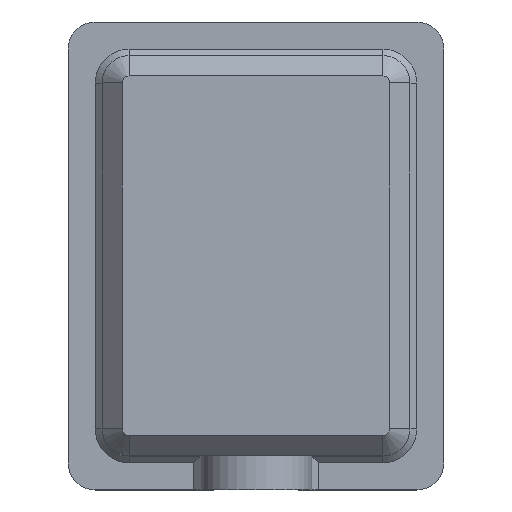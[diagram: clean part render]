
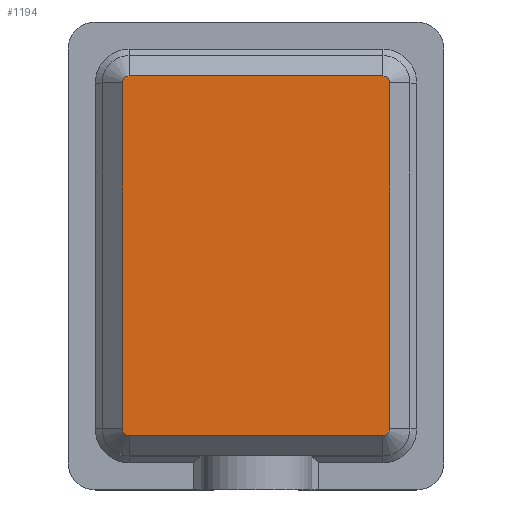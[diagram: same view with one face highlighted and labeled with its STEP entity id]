
A CAD part, top view. The second image highlights one B-rep face of the part: STEP entity #1194.
In plain terms, the highlighted planar face has unit normal (0, 0, 1).
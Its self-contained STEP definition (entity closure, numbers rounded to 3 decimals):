
#84=CIRCLE('',#1308,1.);
#86=CIRCLE('',#1312,1.);
#87=CIRCLE('',#1315,1.);
#88=CIRCLE('',#1318,1.);
#150=FACE_OUTER_BOUND('',#220,.T.);
#220=EDGE_LOOP('',(#1053,#1054,#1055,#1056,#1057,#1058,#1059,#1060));
#333=LINE('',#1974,#459);
#337=LINE('',#1986,#463);
#341=LINE('',#1997,#467);
#345=LINE('',#2006,#471);
#459=VECTOR('',#1615,10.);
#463=VECTOR('',#1627,10.);
#467=VECTOR('',#1639,10.);
#471=VECTOR('',#1649,10.);
#572=VERTEX_POINT('',#1971);
#573=VERTEX_POINT('',#1973);
#575=VERTEX_POINT('',#1979);
#577=VERTEX_POINT('',#1984);
#579=VERTEX_POINT('',#1991);
#580=VERTEX_POINT('',#1995);
#581=VERTEX_POINT('',#2000);
#582=VERTEX_POINT('',#2004);
#725=EDGE_CURVE('',#572,#573,#333,.T.);
#729=EDGE_CURVE('',#575,#572,#84,.T.);
#731=EDGE_CURVE('',#577,#575,#337,.T.);
#735=EDGE_CURVE('',#579,#577,#86,.T.);
#737=EDGE_CURVE('',#580,#579,#341,.T.);
#740=EDGE_CURVE('',#581,#580,#87,.T.);
#742=EDGE_CURVE('',#582,#581,#345,.T.);
#743=EDGE_CURVE('',#573,#582,#88,.T.);
#1053=ORIENTED_EDGE('',*,*,#725,.F.);
#1054=ORIENTED_EDGE('',*,*,#729,.F.);
#1055=ORIENTED_EDGE('',*,*,#731,.F.);
#1056=ORIENTED_EDGE('',*,*,#735,.F.);
#1057=ORIENTED_EDGE('',*,*,#737,.F.);
#1058=ORIENTED_EDGE('',*,*,#740,.F.);
#1059=ORIENTED_EDGE('',*,*,#742,.F.);
#1060=ORIENTED_EDGE('',*,*,#743,.F.);
#1128=PLANE('',#1322);
#1194=ADVANCED_FACE('',(#150),#1128,.T.);
#1308=AXIS2_PLACEMENT_3D('',#1981,#1622,#1623);
#1312=AXIS2_PLACEMENT_3D('',#1993,#1634,#1635);
#1315=AXIS2_PLACEMENT_3D('',#2002,#1644,#1645);
#1318=AXIS2_PLACEMENT_3D('',#2008,#1652,#1653);
#1322=AXIS2_PLACEMENT_3D('',#2015,#1663,#1664);
#1615=DIRECTION('',(0.,-1.,0.));
#1622=DIRECTION('center_axis',(0.,0.,-1.));
#1623=DIRECTION('ref_axis',(0.707,0.707,0.));
#1627=DIRECTION('',(1.,0.,0.));
#1634=DIRECTION('center_axis',(0.,0.,-1.));
#1635=DIRECTION('ref_axis',(-0.707,0.707,0.));
#1639=DIRECTION('',(0.,1.,0.));
#1644=DIRECTION('center_axis',(0.,0.,-1.));
#1645=DIRECTION('ref_axis',(-0.707,-0.707,0.));
#1649=DIRECTION('',(-1.,0.,0.));
#1652=DIRECTION('center_axis',(0.,0.,-1.));
#1653=DIRECTION('ref_axis',(0.707,-0.707,0.));
#1663=DIRECTION('center_axis',(0.,0.,1.));
#1664=DIRECTION('ref_axis',(1.,0.,0.));
#1971=CARTESIAN_POINT('',(19.7,60.,28.));
#1973=CARTESIAN_POINT('',(19.7,9.,28.));
#1974=CARTESIAN_POINT('',(19.7,19.75,28.));
#1979=CARTESIAN_POINT('',(18.7,61.,28.));
#1981=CARTESIAN_POINT('Origin',(18.7,60.,28.));
#1984=CARTESIAN_POINT('',(-18.7,61.,28.));
#1986=CARTESIAN_POINT('',(11.35,61.,28.));
#1991=CARTESIAN_POINT('',(-19.7,60.,28.));
#1993=CARTESIAN_POINT('Origin',(-18.7,60.,28.));
#1995=CARTESIAN_POINT('',(-19.7,9.,28.));
#1997=CARTESIAN_POINT('',(-19.7,49.25,28.));
#2000=CARTESIAN_POINT('',(-18.7,8.,28.));
#2002=CARTESIAN_POINT('Origin',(-18.7,9.,28.));
#2004=CARTESIAN_POINT('',(18.7,8.,28.));
#2006=CARTESIAN_POINT('',(-11.35,8.,28.));
#2008=CARTESIAN_POINT('Origin',(18.7,9.,28.));
#2015=CARTESIAN_POINT('Origin',(0.,34.5,28.));
